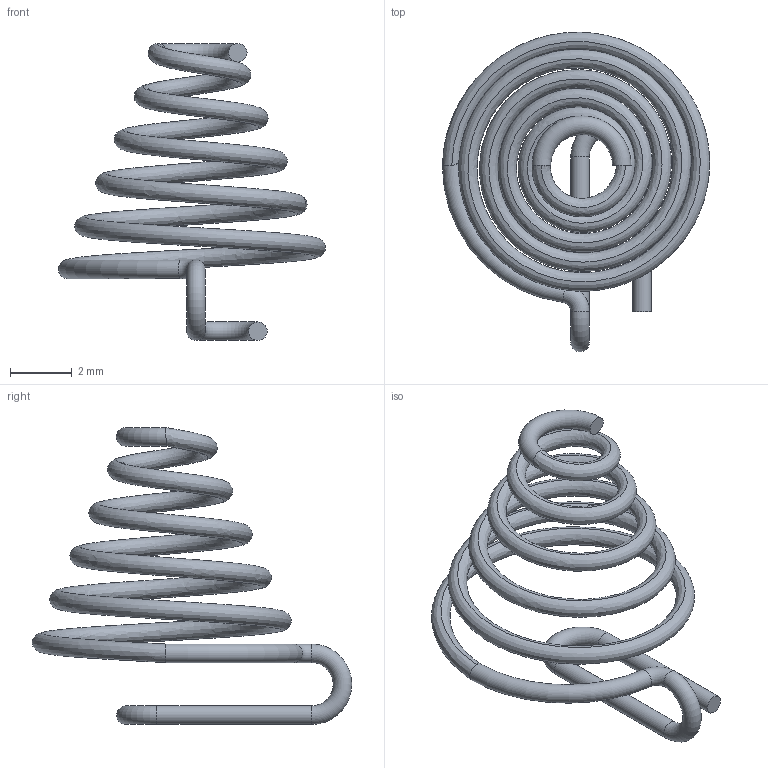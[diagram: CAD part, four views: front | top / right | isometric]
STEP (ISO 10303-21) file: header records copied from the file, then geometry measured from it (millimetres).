
FILE_DESCRIPTION(/* description */ (''),/* implementation_level */ '2;1');
FILE_NAME(/* name */ 'keystone-PN243-Reforming v4.step',/* time_stamp */ '2020-02-14T16:33:09+09:00',/* author */ (''),/* organization */ (''),/* preprocessor_version */ 'ST-DEVELOPER v18',/* originating_system */ 'Autodesk Translation Framework v8.12.0.6',/* authorisation */ '');
FILE_SCHEMA (('AUTOMOTIVE_DESIGN { 1 0 10303 214 3 1 1 }'));
Length unit declared in the file: millimetre
Products named in the file (1): keystone-PN243-Reforming
Bounding box: 8.64 x 10.33 x 9.6 mm (x, y, z)
Volume: 31 mm3; surface area: 209.3 mm2
Topology: 2 solids, 2 shells, 13 faces, 34 edges, 25 vertices
Faces by surface type: torus 5, plane 4, bspline 2, cylinder 2
Full cylindrical faces by diameter (mm): 0.6 x2
Entity records: 2284 total; most frequent: CARTESIAN_POINT 1907, DIRECTION 82, ORIENTED_EDGE 68, AXIS2_PLACEMENT_3D 40, EDGE_CURVE 34, CIRCLE 28, VERTEX_POINT 25, FACE_OUTER_BOUND 13
